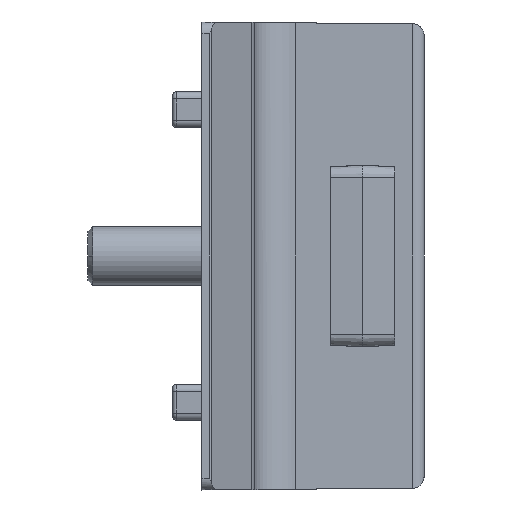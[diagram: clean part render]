
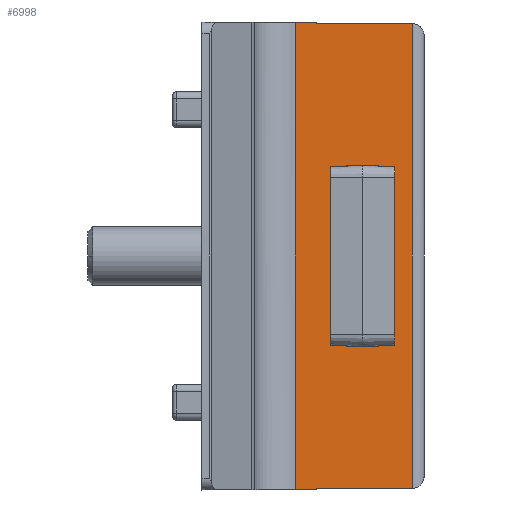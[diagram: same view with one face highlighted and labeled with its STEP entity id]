
A CAD part, front view. The second image highlights one B-rep face of the part: STEP entity #6998.
In plain terms, the highlighted planar face has unit normal (0, -1, 0).
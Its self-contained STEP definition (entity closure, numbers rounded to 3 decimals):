
#50 = CARTESIAN_POINT ( 'NONE',  ( 11.568, -12., 7.653 ) ) ;
#171 = EDGE_CURVE ( 'NONE', #2306, #1840, #180, .T. ) ;
#180 = LINE ( 'NONE', #4141, #4046 ) ;
#222 = B_SPLINE_CURVE_WITH_KNOTS ( 'NONE', 3,
 ( #2526, #1328, #6765, #1984, #2578, #725, #5642 ),
 .UNSPECIFIED., .F., .F.,
 ( 4, 3, 4 ),
 ( 0., 0.002, 0.003 ),
 .UNSPECIFIED. ) ;
#451 = DIRECTION ( 'NONE',  ( 0., 0., -1. ) ) ;
#516 = PLANE ( 'NONE',  #3672 ) ;
#623 = LINE ( 'NONE', #5281, #7578 ) ;
#664 = CARTESIAN_POINT ( 'NONE',  ( 13.943, -12., 7.759 ) ) ;
#683 = VERTEX_POINT ( 'NONE', #2328 ) ;
#695 = CARTESIAN_POINT ( 'NONE',  ( 13.75, -12., 7.769 ) ) ;
#725 = CARTESIAN_POINT ( 'NONE',  ( 16.216, -12., -7.638 ) ) ;
#728 = CARTESIAN_POINT ( 'NONE',  ( 8., -12., -19.93 ) ) ;
#758 = VECTOR ( 'NONE', #7798, 1000. ) ;
#761 = VECTOR ( 'NONE', #451, 1000. ) ;
#780 = CARTESIAN_POINT ( 'NONE',  ( 13.171, -12., -7.738 ) ) ;
#858 = CARTESIAN_POINT ( 'NONE',  ( 11., -12., -7.623 ) ) ;
#870 = B_SPLINE_CURVE_WITH_KNOTS ( 'NONE', 3,
 ( #3079, #2538, #4298, #1952, #50, #7270, #3648 ),
 .UNSPECIFIED., .F., .F.,
 ( 4, 3, 4 ),
 ( 0., 0.002, 0.003 ),
 .UNSPECIFIED. ) ;
#875 = CARTESIAN_POINT ( 'NONE',  ( 11., -12., 7.623 ) ) ;
#911 = DIRECTION ( 'NONE',  ( 0., 0., -1. ) ) ;
#935 = CARTESIAN_POINT ( 'NONE',  ( 18., -12., -20. ) ) ;
#1254 = ORIENTED_EDGE ( 'NONE', *, *, #6738, .F. ) ;
#1321 = EDGE_CURVE ( 'NONE', #5645, #4007, #3950, .T. ) ;
#1328 = CARTESIAN_POINT ( 'NONE',  ( 14.383, -12., -7.736 ) ) ;
#1729 = CARTESIAN_POINT ( 'NONE',  ( 17., -12., -20. ) ) ;
#1840 = VERTEX_POINT ( 'NONE', #7794 ) ;
#1906 = CARTESIAN_POINT ( 'NONE',  ( 14.329, -12., 7.738 ) ) ;
#1952 = CARTESIAN_POINT ( 'NONE',  ( 11.852, -12., 7.668 ) ) ;
#1984 = CARTESIAN_POINT ( 'NONE',  ( 15.648, -12., -7.668 ) ) ;
#2277 = CARTESIAN_POINT ( 'NONE',  ( 11., -12., -20. ) ) ;
#2297 = ORIENTED_EDGE ( 'NONE', *, *, #3492, .F. ) ;
#2306 = VERTEX_POINT ( 'NONE', #7159 ) ;
#2328 = CARTESIAN_POINT ( 'NONE',  ( 11., -12., -7.623 ) ) ;
#2396 = LINE ( 'NONE', #935, #5632 ) ;
#2434 = EDGE_CURVE ( 'NONE', #6645, #1840, #623, .T. ) ;
#2526 = CARTESIAN_POINT ( 'NONE',  ( 13.75, -12., -7.769 ) ) ;
#2538 = CARTESIAN_POINT ( 'NONE',  ( 13.117, -12., 7.736 ) ) ;
#2578 = CARTESIAN_POINT ( 'NONE',  ( 15.932, -12., -7.653 ) ) ;
#2648 = CARTESIAN_POINT ( 'NONE',  ( 11.724, -12., -7.661 ) ) ;
#2832 = EDGE_CURVE ( 'NONE', #6645, #6753, #5726, .T. ) ;
#3024 = ORIENTED_EDGE ( 'NONE', *, *, #2434, .F. ) ;
#3041 = CARTESIAN_POINT ( 'NONE',  ( 0., -12., -20. ) ) ;
#3072 = EDGE_CURVE ( 'NONE', #2306, #6753, #2396, .T. ) ;
#3079 = CARTESIAN_POINT ( 'NONE',  ( 13.75, -12., 7.769 ) ) ;
#3081 = ORIENTED_EDGE ( 'NONE', *, *, #1321, .F. ) ;
#3378 = B_SPLINE_CURVE_WITH_KNOTS ( 'NONE', 3,
 ( #4313, #4339, #7317, #1906, #5587, #664, #695 ),
 .UNSPECIFIED., .F., .F.,
 ( 4, 3, 4 ),
 ( 0., 0.002, 0.003 ),
 .UNSPECIFIED. ) ;
#3492 = EDGE_CURVE ( 'NONE', #4007, #5863, #3378, .T. ) ;
#3542 = CARTESIAN_POINT ( 'NONE',  ( 16.5, -12., -20. ) ) ;
#3622 = VERTEX_POINT ( 'NONE', #4428 ) ;
#3648 = CARTESIAN_POINT ( 'NONE',  ( 11., -12., 7.623 ) ) ;
#3672 = AXIS2_PLACEMENT_3D ( 'NONE', #1729, #5942, #4070 ) ;
#3712 = EDGE_LOOP ( 'NONE', ( #2297, #3081, #7550, #1254, #5915, #6328 ) ) ;
#3819 = CARTESIAN_POINT ( 'NONE',  ( 13.75, -12., -7.769 ) ) ;
#3948 = FACE_OUTER_BOUND ( 'NONE', #7520, .T. ) ;
#3950 = LINE ( 'NONE', #3542, #758 ) ;
#4007 = VERTEX_POINT ( 'NONE', #5114 ) ;
#4046 = VECTOR ( 'NONE', #5906, 1000. ) ;
#4070 = DIRECTION ( 'NONE',  ( -1., 0., 0. ) ) ;
#4087 = DIRECTION ( 'NONE',  ( 0., 0., 1. ) ) ;
#4141 = CARTESIAN_POINT ( 'NONE',  ( 17., -12., 19.852 ) ) ;
#4165 = ORIENTED_EDGE ( 'NONE', *, *, #3072, .F. ) ;
#4298 = CARTESIAN_POINT ( 'NONE',  ( 12.485, -12., 7.702 ) ) ;
#4313 = CARTESIAN_POINT ( 'NONE',  ( 16.5, -12., 7.623 ) ) ;
#4339 = CARTESIAN_POINT ( 'NONE',  ( 15.776, -12., 7.661 ) ) ;
#4428 = CARTESIAN_POINT ( 'NONE',  ( 13.75, -12., -7.769 ) ) ;
#4594 = VECTOR ( 'NONE', #4887, 1000. ) ;
#4820 = LINE ( 'NONE', #2277, #761 ) ;
#4887 = DIRECTION ( 'NONE',  ( 1., 0., 0.009 ) ) ;
#5114 = CARTESIAN_POINT ( 'NONE',  ( 16.5, -12., 7.623 ) ) ;
#5281 = CARTESIAN_POINT ( 'NONE',  ( 8., -12., -20. ) ) ;
#5447 = ORIENTED_EDGE ( 'NONE', *, *, #2832, .T. ) ;
#5521 = ORIENTED_EDGE ( 'NONE', *, *, #171, .T. ) ;
#5587 = CARTESIAN_POINT ( 'NONE',  ( 14.136, -12., 7.749 ) ) ;
#5632 = VECTOR ( 'NONE', #911, 1000. ) ;
#5642 = CARTESIAN_POINT ( 'NONE',  ( 16.5, -12., -7.623 ) ) ;
#5645 = VERTEX_POINT ( 'NONE', #7752 ) ;
#5662 = CARTESIAN_POINT ( 'NONE',  ( 12.448, -12., -7.7 ) ) ;
#5726 = LINE ( 'NONE', #3041, #4594 ) ;
#5749 = EDGE_CURVE ( 'NONE', #3622, #5645, #222, .T. ) ;
#5755 = FACE_BOUND ( 'NONE', #3712, .T. ) ;
#5805 = B_SPLINE_CURVE_WITH_KNOTS ( 'NONE', 3,
 ( #858, #2648, #5662, #780, #7421, #7401, #3819 ),
 .UNSPECIFIED., .F., .F.,
 ( 4, 3, 4 ),
 ( 0., 0.002, 0.003 ),
 .UNSPECIFIED. ) ;
#5863 = VERTEX_POINT ( 'NONE', #5888 ) ;
#5888 = CARTESIAN_POINT ( 'NONE',  ( 13.75, -12., 7.769 ) ) ;
#5906 = DIRECTION ( 'NONE',  ( -1., 0., 0.009 ) ) ;
#5915 = ORIENTED_EDGE ( 'NONE', *, *, #6559, .F. ) ;
#5942 = DIRECTION ( 'NONE',  ( 0., 1., 0. ) ) ;
#6328 = ORIENTED_EDGE ( 'NONE', *, *, #7436, .F. ) ;
#6559 = EDGE_CURVE ( 'NONE', #7214, #683, #4820, .T. ) ;
#6645 = VERTEX_POINT ( 'NONE', #728 ) ;
#6738 = EDGE_CURVE ( 'NONE', #683, #3622, #5805, .T. ) ;
#6753 = VERTEX_POINT ( 'NONE', #6911 ) ;
#6765 = CARTESIAN_POINT ( 'NONE',  ( 15.015, -12., -7.702 ) ) ;
#6911 = CARTESIAN_POINT ( 'NONE',  ( 18., -12., -19.843 ) ) ;
#6998 = ADVANCED_FACE ( 'NONE', ( #5755, #3948 ), #516, .F. ) ;
#7159 = CARTESIAN_POINT ( 'NONE',  ( 18., -12., 19.843 ) ) ;
#7214 = VERTEX_POINT ( 'NONE', #875 ) ;
#7270 = CARTESIAN_POINT ( 'NONE',  ( 11.284, -12., 7.638 ) ) ;
#7317 = CARTESIAN_POINT ( 'NONE',  ( 15.052, -12., 7.7 ) ) ;
#7401 = CARTESIAN_POINT ( 'NONE',  ( 13.557, -12., -7.759 ) ) ;
#7421 = CARTESIAN_POINT ( 'NONE',  ( 13.364, -12., -7.749 ) ) ;
#7436 = EDGE_CURVE ( 'NONE', #5863, #7214, #870, .T. ) ;
#7520 = EDGE_LOOP ( 'NONE', ( #5521, #3024, #5447, #4165 ) ) ;
#7550 = ORIENTED_EDGE ( 'NONE', *, *, #5749, .F. ) ;
#7578 = VECTOR ( 'NONE', #4087, 1000. ) ;
#7752 = CARTESIAN_POINT ( 'NONE',  ( 16.5, -12., -7.623 ) ) ;
#7794 = CARTESIAN_POINT ( 'NONE',  ( 8., -12., 19.93 ) ) ;
#7798 = DIRECTION ( 'NONE',  ( 0., 0., 1. ) ) ;
